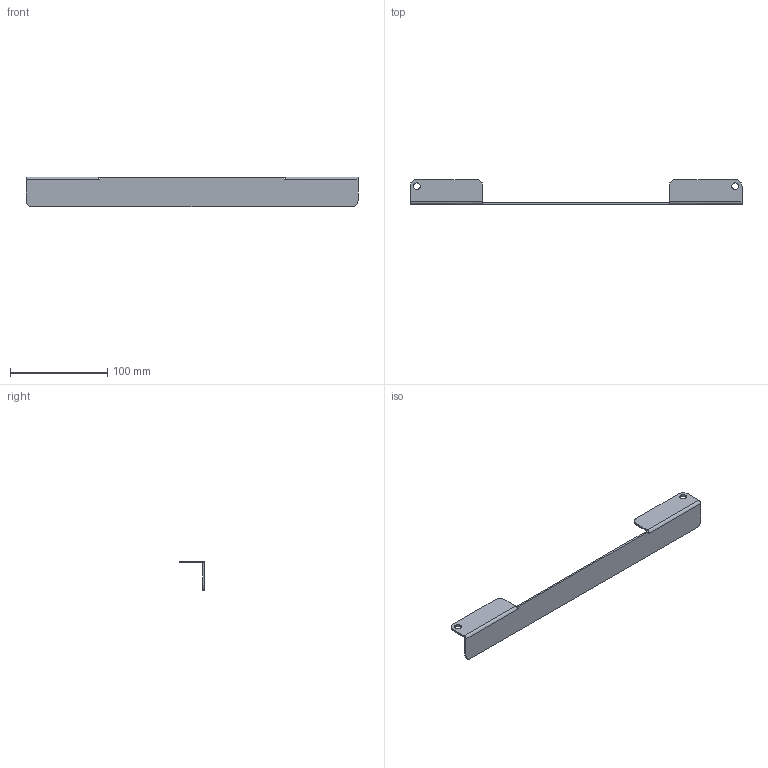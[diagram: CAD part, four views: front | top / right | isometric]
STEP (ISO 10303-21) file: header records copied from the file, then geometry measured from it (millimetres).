
FILE_DESCRIPTION((''),'2;1');
FILE_NAME('164959_SW','2012-06-20T',('banengservice'),('BANNER ENGINEERING'),'PRO/ENGINEER BY PARAMETRIC TECHNOLOGY CORPORATION, 2009141','PRO/ENGINEER BY PARAMETRIC TECHNOLOGY CORPORATION, 2009141','');
FILE_SCHEMA(('CONFIG_CONTROL_DESIGN'));
Length unit declared in the file: inch
Products named in the file (1): 164959_SW
Bounding box: 341.5 x 25.5 x 30.8 mm (x, y, z)
Volume: 24848.5 mm3; surface area: 29188.8 mm2
Topology: 1 solids, 1 shells, 223 faces, 627 edges, 414 vertices
Faces by surface type: plane 203, cylinder 18, bspline 2
Entity records: 7171 total; most frequent: CARTESIAN_POINT 1340, ORIENTED_EDGE 1254, DIRECTION 1101, EDGE_CURVE 627, VECTOR 587, LINE 587, VERTEX_POINT 414, AXIS2_PLACEMENT_3D 257
